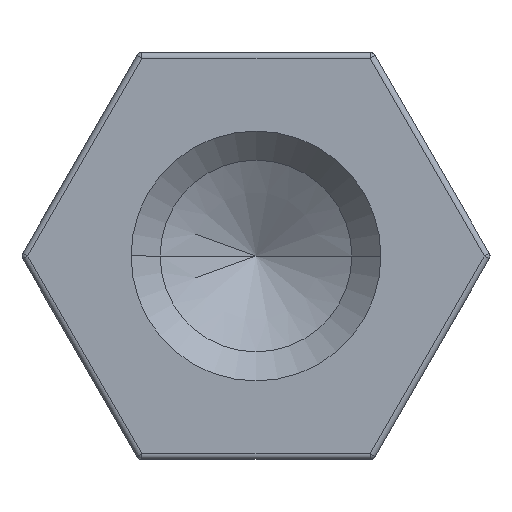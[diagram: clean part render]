
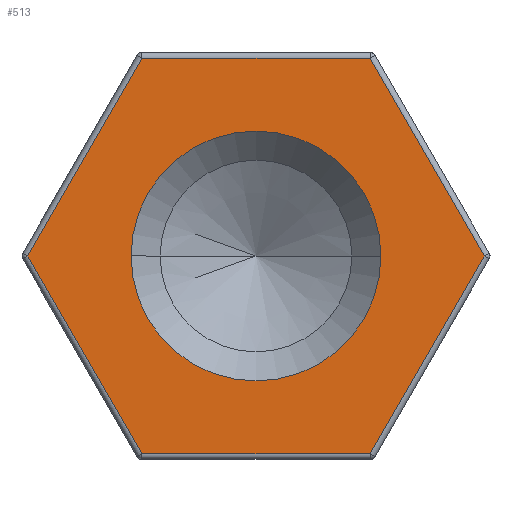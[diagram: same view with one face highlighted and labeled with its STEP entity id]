
A CAD part, left-side view. The second image highlights one B-rep face of the part: STEP entity #513.
In plain terms, the highlighted planar face has unit normal (-1, 0, 0).
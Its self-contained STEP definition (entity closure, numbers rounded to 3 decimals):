
#39 = ORIENTED_EDGE ( 'NONE', *, *, #86, .T. ) ;
#41 = ORIENTED_EDGE ( 'NONE', *, *, #92, .T. ) ;
#45 = ORIENTED_EDGE ( 'NONE', *, *, #170, .T. ) ;
#52 = ORIENTED_EDGE ( 'NONE', *, *, #174, .T. ) ;
#57 = ORIENTED_EDGE ( 'NONE', *, *, #164, .T. ) ;
#61 = ORIENTED_EDGE ( 'NONE', *, *, #168, .T. ) ;
#68 = ORIENTED_EDGE ( 'NONE', *, *, #88, .T. ) ;
#73 = ORIENTED_EDGE ( 'NONE', *, *, #286, .T. ) ;
#86 = EDGE_CURVE ( 'NONE', #672, #1161, #482, .T. ) ;
#88 = EDGE_CURVE ( 'NONE', #325, #1252, #732, .T. ) ;
#92 = EDGE_CURVE ( 'NONE', #1161, #184, #509, .T. ) ;
#95 = CARTESIAN_POINT ( 'NONE',  ( 0., 0., 0. ) ) ;
#164 = EDGE_CURVE ( 'NONE', #733, #374, #1158, .T. ) ;
#168 = EDGE_CURVE ( 'NONE', #374, #672, #1401, .T. ) ;
#170 = EDGE_CURVE ( 'NONE', #184, #971, #419, .T. ) ;
#172 = CARTESIAN_POINT ( 'NONE',  ( 0., 0., 0. ) ) ;
#174 = EDGE_CURVE ( 'NONE', #971, #733, #926, .T. ) ;
#184 = VERTEX_POINT ( 'NONE', #989 ) ;
#286 = EDGE_CURVE ( 'NONE', #1252, #325, #607, .T. ) ;
#323 = DIRECTION ( 'NONE',  ( 0., 1., 0. ) ) ;
#325 = VERTEX_POINT ( 'NONE', #1311 ) ;
#374 = VERTEX_POINT ( 'NONE', #501 ) ;
#419 = LINE ( 'NONE', #1253, #656 ) ;
#482 = LINE ( 'NONE', #933, #1417 ) ;
#488 = CARTESIAN_POINT ( 'NONE',  ( 0., 0., 0. ) ) ;
#493 = FACE_OUTER_BOUND ( 'NONE', #792, .T. ) ;
#501 = CARTESIAN_POINT ( 'NONE',  ( 0., -1.963, -3.4 ) ) ;
#508 = DIRECTION ( 'NONE',  ( 0., 1., 0. ) ) ;
#509 = LINE ( 'NONE', #1382, #940 ) ;
#513 = ADVANCED_FACE ( 'NONE', ( #493, #1429 ), #880, .F. ) ;
#522 = DIRECTION ( 'NONE',  ( 0., -0.5, 0.866 ) ) ;
#529 = CARTESIAN_POINT ( 'NONE',  ( 0., 1.963, -3.4 ) ) ;
#581 = DIRECTION ( 'NONE',  ( 0., 1., 0. ) ) ;
#601 = EDGE_LOOP ( 'NONE', ( #68, #73 ) ) ;
#607 = CIRCLE ( 'NONE', #1350, 2.15 ) ;
#656 = VECTOR ( 'NONE', #807, 1000. ) ;
#663 = DIRECTION ( 'NONE',  ( 0., 0.5, 0.866 ) ) ;
#672 = VERTEX_POINT ( 'NONE', #1151 ) ;
#685 = VECTOR ( 'NONE', #705, 1000. ) ;
#705 = DIRECTION ( 'NONE',  ( 0., -1., 0. ) ) ;
#713 = CARTESIAN_POINT ( 'NONE',  ( 0., 2.944, -1.7 ) ) ;
#732 = CIRCLE ( 'NONE', #975, 2.15 ) ;
#733 = VERTEX_POINT ( 'NONE', #529 ) ;
#792 = EDGE_LOOP ( 'NONE', ( #39, #41, #45, #52, #57, #61 ) ) ;
#807 = DIRECTION ( 'NONE',  ( 0., 0.5, -0.866 ) ) ;
#852 = DIRECTION ( 'NONE',  ( 0., 1., 0. ) ) ;
#880 = PLANE ( 'NONE',  #1029 ) ;
#894 = CARTESIAN_POINT ( 'NONE',  ( 0., 0., -3.4 ) ) ;
#900 = VECTOR ( 'NONE', #1430, 1000. ) ;
#917 = CARTESIAN_POINT ( 'NONE',  ( 0., 3.926, 0. ) ) ;
#926 = LINE ( 'NONE', #713, #900 ) ;
#933 = CARTESIAN_POINT ( 'NONE',  ( 0., -2.944, 1.7 ) ) ;
#935 = DIRECTION ( 'NONE',  ( 1., 0., 0. ) ) ;
#940 = VECTOR ( 'NONE', #852, 1000. ) ;
#971 = VERTEX_POINT ( 'NONE', #917 ) ;
#975 = AXIS2_PLACEMENT_3D ( 'NONE', #95, #935, #323 ) ;
#989 = CARTESIAN_POINT ( 'NONE',  ( 0., 1.963, 3.4 ) ) ;
#1020 = CARTESIAN_POINT ( 'NONE',  ( 0., -1.963, 3.4 ) ) ;
#1029 = AXIS2_PLACEMENT_3D ( 'NONE', #172, #1055, #508 ) ;
#1055 = DIRECTION ( 'NONE',  ( 1., 0., 0. ) ) ;
#1125 = DIRECTION ( 'NONE',  ( 1., 0., 0. ) ) ;
#1151 = CARTESIAN_POINT ( 'NONE',  ( 0., -3.926, 0. ) ) ;
#1158 = LINE ( 'NONE', #894, #685 ) ;
#1161 = VERTEX_POINT ( 'NONE', #1020 ) ;
#1204 = CARTESIAN_POINT ( 'NONE',  ( 0., -2.15, 0. ) ) ;
#1252 = VERTEX_POINT ( 'NONE', #1204 ) ;
#1253 = CARTESIAN_POINT ( 'NONE',  ( 0., 2.944, 1.7 ) ) ;
#1311 = CARTESIAN_POINT ( 'NONE',  ( 0., 2.15, 0. ) ) ;
#1350 = AXIS2_PLACEMENT_3D ( 'NONE', #488, #1125, #581 ) ;
#1373 = VECTOR ( 'NONE', #522, 1000. ) ;
#1382 = CARTESIAN_POINT ( 'NONE',  ( 0., 0., 3.4 ) ) ;
#1401 = LINE ( 'NONE', #1424, #1373 ) ;
#1417 = VECTOR ( 'NONE', #663, 1000. ) ;
#1424 = CARTESIAN_POINT ( 'NONE',  ( 0., -2.944, -1.7 ) ) ;
#1429 = FACE_BOUND ( 'NONE', #601, .T. ) ;
#1430 = DIRECTION ( 'NONE',  ( 0., -0.5, -0.866 ) ) ;
